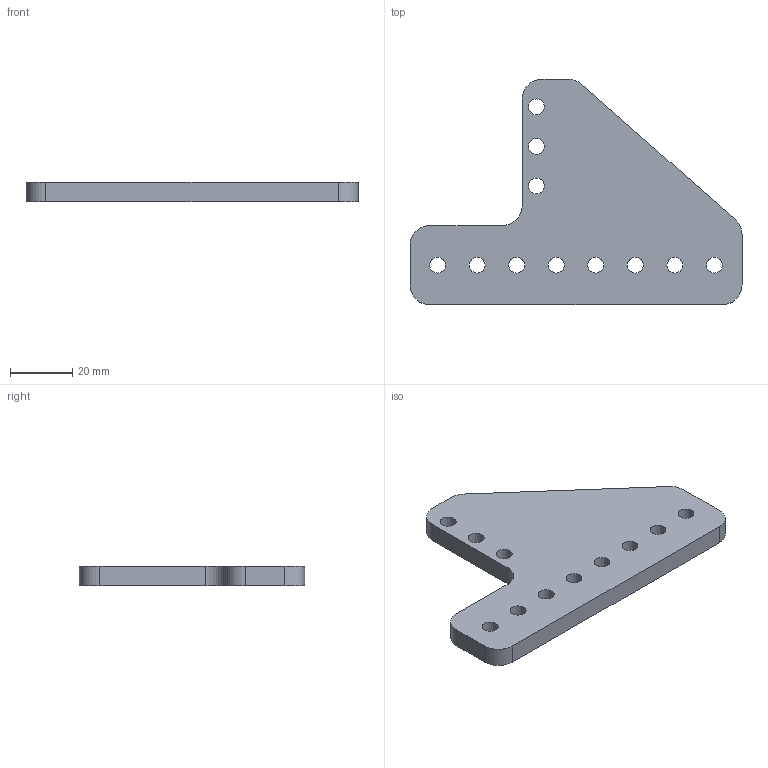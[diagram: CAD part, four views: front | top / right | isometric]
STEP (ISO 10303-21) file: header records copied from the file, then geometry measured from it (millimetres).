
FILE_DESCRIPTION(/* description */ ('STEP AP214'),/* implementation_level */ '2;1');
FILE_NAME(/* name */ '65c589925f58383adc4ca704',/* time_stamp */ '2024-02-09T02:10:27Z',/* author */ (''),/* organization */ (''),/* preprocessor_version */ 'ST-DEVELOPER v19.4',/* originating_system */ ' ',/* authorisation */ ' ');
FILE_SCHEMA (('AUTOMOTIVE_DESIGN {1 0 10303 214 3 1 1}'));
Length unit declared in the file: metre
Products named in the file (1): Bottom Elevator Bottom Gusset
Bounding box: 106.58 x 72.34 x 6.35 mm (x, y, z)
Volume: 28677.7 mm3; surface area: 12149.3 mm2
Topology: 1 solids, 1 shells, 27 faces, 75 edges, 50 vertices
Faces by surface type: cylinder 18, plane 9
Full cylindrical faces by diameter (mm): 5.105 x11
Entity records: 904 total; most frequent: DIRECTION 156, CARTESIAN_POINT 142, ORIENTED_EDGE 128, EDGE_CURVE 64, AXIS2_PLACEMENT_3D 64, EDGE_LOOP 60, FACE_BOUND 60, VERTEX_POINT 50
